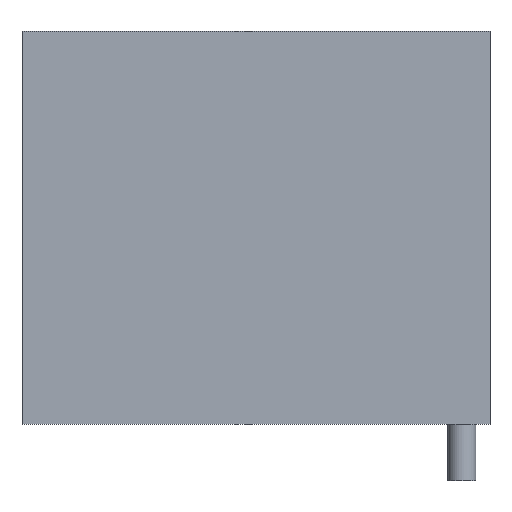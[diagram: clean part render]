
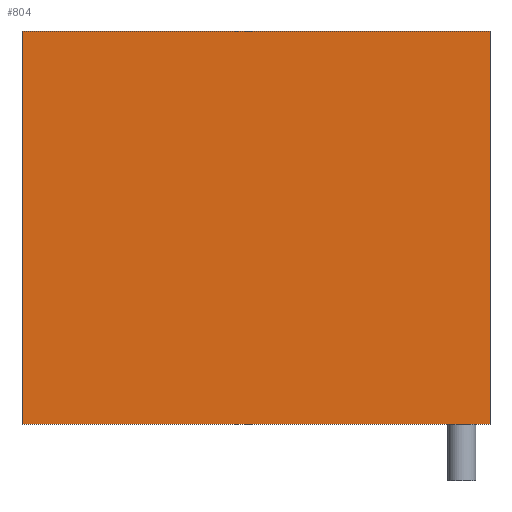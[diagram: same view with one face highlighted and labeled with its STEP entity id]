
A CAD part, front view. The second image highlights one B-rep face of the part: STEP entity #804.
In plain terms, the highlighted planar face has unit normal (0, -1, 0).
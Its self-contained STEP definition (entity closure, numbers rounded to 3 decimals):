
#25 = CARTESIAN_POINT ( 'NONE',  ( 125., 0., 105. ) ) ;
#87 = DIRECTION ( 'NONE',  ( 0., 0., -1. ) ) ;
#91 = ORIENTED_EDGE ( 'NONE', *, *, #770, .T. ) ;
#94 = CARTESIAN_POINT ( 'NONE',  ( 0., 0., 0. ) ) ;
#107 = CARTESIAN_POINT ( 'NONE',  ( 0., 0., 105. ) ) ;
#150 = ORIENTED_EDGE ( 'NONE', *, *, #567, .F. ) ;
#183 = ORIENTED_EDGE ( 'NONE', *, *, #824, .F. ) ;
#222 = VECTOR ( 'NONE', #903, 1000. ) ;
#227 = DIRECTION ( 'NONE',  ( 0., 0., -1. ) ) ;
#248 = ORIENTED_EDGE ( 'NONE', *, *, #796, .T. ) ;
#267 = CARTESIAN_POINT ( 'NONE',  ( 0., 0., 105. ) ) ;
#273 = AXIS2_PLACEMENT_3D ( 'NONE', #267, #410, #548 ) ;
#296 = CARTESIAN_POINT ( 'NONE',  ( 0., 0., 105. ) ) ;
#327 = VECTOR ( 'NONE', #227, 1000. ) ;
#367 = VERTEX_POINT ( 'NONE', #25 ) ;
#396 = VECTOR ( 'NONE', #733, 1000. ) ;
#410 = DIRECTION ( 'NONE',  ( 0., 1., 0. ) ) ;
#446 = LINE ( 'NONE', #94, #396 ) ;
#499 = VERTEX_POINT ( 'NONE', #788 ) ;
#548 = DIRECTION ( 'NONE',  ( 0., 0., 1. ) ) ;
#552 = CARTESIAN_POINT ( 'NONE',  ( 0., 0., 105. ) ) ;
#567 = EDGE_CURVE ( 'NONE', #367, #601, #608, .T. ) ;
#601 = VERTEX_POINT ( 'NONE', #602 ) ;
#602 = CARTESIAN_POINT ( 'NONE',  ( 125., 0., 0. ) ) ;
#608 = LINE ( 'NONE', #742, #859 ) ;
#613 = VERTEX_POINT ( 'NONE', #107 ) ;
#617 = EDGE_LOOP ( 'NONE', ( #248, #150, #183, #91 ) ) ;
#649 = FACE_OUTER_BOUND ( 'NONE', #617, .T. ) ;
#657 = LINE ( 'NONE', #296, #327 ) ;
#733 = DIRECTION ( 'NONE',  ( 1., 0., 0. ) ) ;
#742 = CARTESIAN_POINT ( 'NONE',  ( 125., 0., 105. ) ) ;
#761 = PLANE ( 'NONE',  #273 ) ;
#770 = EDGE_CURVE ( 'NONE', #613, #499, #657, .T. ) ;
#788 = CARTESIAN_POINT ( 'NONE',  ( 0., 0., 0. ) ) ;
#796 = EDGE_CURVE ( 'NONE', #499, #601, #446, .T. ) ;
#804 = ADVANCED_FACE ( 'NONE', ( #649 ), #761, .F. ) ;
#824 = EDGE_CURVE ( 'NONE', #613, #367, #914, .T. ) ;
#859 = VECTOR ( 'NONE', #87, 1000. ) ;
#903 = DIRECTION ( 'NONE',  ( 1., 0., 0. ) ) ;
#914 = LINE ( 'NONE', #552, #222 ) ;
